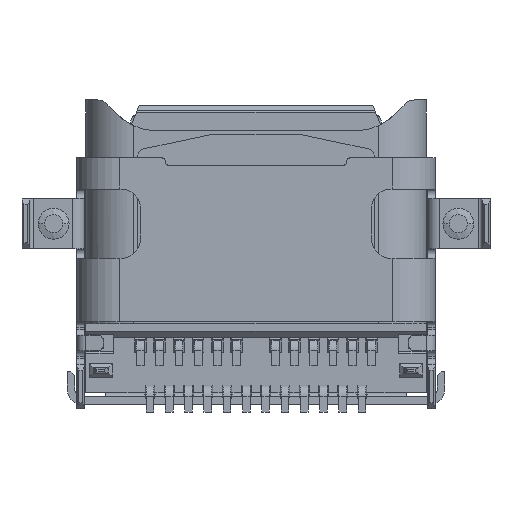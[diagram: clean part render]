
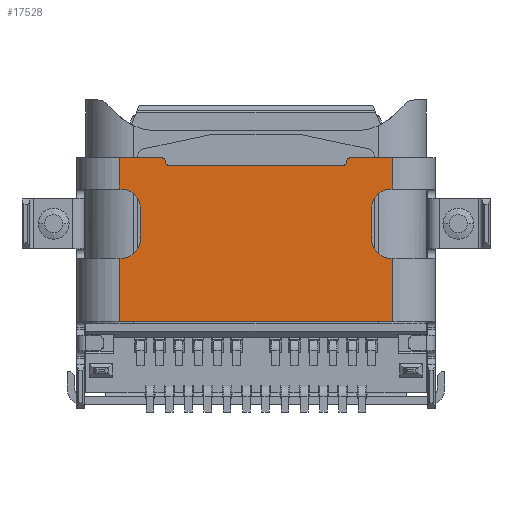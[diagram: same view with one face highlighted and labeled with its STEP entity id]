
A CAD part, front view. The second image highlights one B-rep face of the part: STEP entity #17528.
In plain terms, the highlighted planar face has unit normal (0, -1, 0).
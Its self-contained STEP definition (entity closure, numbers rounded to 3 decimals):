
#1786=DIRECTION('',(1.,0.,0.));
#1787=VECTOR('',#1786,1.1);
#1788=CARTESIAN_POINT('',(-3.55,-1.8,-1.5));
#1789=LINE('',#1788,#1787);
#1822=DIRECTION('',(1.,0.,0.));
#1823=VECTOR('',#1822,1.1);
#1824=CARTESIAN_POINT('',(2.45,-1.8,-1.5));
#1825=LINE('',#1824,#1823);
#1894=DIRECTION('',(0.,0.,1.));
#1895=VECTOR('',#1894,0.8);
#1896=CARTESIAN_POINT('',(3.,-1.8,-3.61));
#1897=LINE('',#1896,#1895);
#1898=DIRECTION('',(1.,0.,0.));
#1899=VECTOR('',#1898,0.05);
#1900=CARTESIAN_POINT('',(3.5,-1.8,-4.11));
#1901=LINE('',#1900,#1899);
#1902=DIRECTION('',(0.,0.,-1.));
#1903=VECTOR('',#1902,1.64);
#1904=CARTESIAN_POINT('',(-3.55,-1.8,-4.11));
#1905=LINE('',#1904,#1903);
#1906=DIRECTION('',(1.,0.,0.));
#1907=VECTOR('',#1906,0.05);
#1908=CARTESIAN_POINT('',(-3.55,-1.8,-4.11));
#1909=LINE('',#1908,#1907);
#1910=DIRECTION('',(0.,0.,1.));
#1911=VECTOR('',#1910,0.8);
#1912=CARTESIAN_POINT('',(-3.,-1.8,-3.61));
#1913=LINE('',#1912,#1911);
#1914=DIRECTION('',(1.,0.,0.));
#1915=VECTOR('',#1914,0.05);
#1916=CARTESIAN_POINT('',(-3.55,-1.8,-2.31));
#1917=LINE('',#1916,#1915);
#1918=DIRECTION('',(0.,0.,-1.));
#1919=VECTOR('',#1918,0.81);
#1920=CARTESIAN_POINT('',(-3.55,-1.8,-1.5));
#1921=LINE('',#1920,#1919);
#1922=CARTESIAN_POINT('',(-2.45,-1.8,-1.6));
#1923=DIRECTION('',(0.,-1.,0.));
#1924=DIRECTION('',(1.,0.,0.));
#1925=AXIS2_PLACEMENT_3D('',#1922,#1923,#1924);
#1927=CARTESIAN_POINT('',(-2.25,-1.8,-1.6));
#1928=DIRECTION('',(0.,-1.,0.));
#1929=DIRECTION('',(-1.,0.,0.));
#1930=AXIS2_PLACEMENT_3D('',#1927,#1928,#1929);
#1932=DIRECTION('',(1.,0.,0.));
#1933=VECTOR('',#1932,4.5);
#1934=CARTESIAN_POINT('',(-2.25,-1.8,-1.7));
#1935=LINE('',#1934,#1933);
#1936=CARTESIAN_POINT('',(2.25,-1.8,-1.6));
#1937=DIRECTION('',(0.,-1.,0.));
#1938=DIRECTION('',(0.,0.,-1.));
#1939=AXIS2_PLACEMENT_3D('',#1936,#1937,#1938);
#1941=CARTESIAN_POINT('',(2.45,-1.8,-1.6));
#1942=DIRECTION('',(0.,-1.,0.));
#1943=DIRECTION('',(0.,0.,1.));
#1944=AXIS2_PLACEMENT_3D('',#1941,#1942,#1943);
#1946=DIRECTION('',(1.,0.,0.));
#1947=VECTOR('',#1946,0.05);
#1948=CARTESIAN_POINT('',(3.5,-1.8,-2.31));
#1949=LINE('',#1948,#1947);
#1963=CARTESIAN_POINT('',(3.5,-1.8,-2.81));
#1964=DIRECTION('',(0.,1.,0.));
#1965=DIRECTION('',(-1.,0.,0.));
#1966=AXIS2_PLACEMENT_3D('',#1963,#1964,#1965);
#1989=DIRECTION('',(0.,0.,-1.));
#1990=VECTOR('',#1989,0.81);
#1991=CARTESIAN_POINT('',(3.55,-1.8,-1.5));
#1992=LINE('',#1991,#1990);
#1998=DIRECTION('',(0.,0.,-1.));
#1999=VECTOR('',#1998,1.64);
#2000=CARTESIAN_POINT('',(3.55,-1.8,-4.11));
#2001=LINE('',#2000,#1999);
#2373=DIRECTION('',(1.,0.,0.));
#2374=VECTOR('',#2373,7.1);
#2375=CARTESIAN_POINT('',(-3.55,-1.8,-5.75));
#2376=LINE('',#2375,#2374);
#7757=CARTESIAN_POINT('',(3.5,-1.8,-3.61));
#7758=DIRECTION('',(0.,1.,0.));
#7759=DIRECTION('',(0.,0.,-1.));
#7760=AXIS2_PLACEMENT_3D('',#7757,#7758,#7759);
#8271=CARTESIAN_POINT('',(-3.5,-1.8,-3.61));
#8272=DIRECTION('',(0.,1.,0.));
#8273=DIRECTION('',(1.,0.,0.));
#8274=AXIS2_PLACEMENT_3D('',#8271,#8272,#8273);
#8284=CARTESIAN_POINT('',(-3.5,-1.8,-2.81));
#8285=DIRECTION('',(0.,1.,0.));
#8286=DIRECTION('',(0.,0.,1.));
#8287=AXIS2_PLACEMENT_3D('',#8284,#8285,#8286);
#12398=CARTESIAN_POINT('',(-3.55,-1.8,-1.5));
#12399=VERTEX_POINT('',#12398);
#12400=CARTESIAN_POINT('',(3.55,-1.8,-1.5));
#12402=VERTEX_POINT('',#12400);
#12409=CARTESIAN_POINT('',(-3.55,-1.8,-5.75));
#12411=VERTEX_POINT('',#12409);
#12412=CARTESIAN_POINT('',(3.55,-1.8,-5.75));
#12413=VERTEX_POINT('',#12412);
#12445=CARTESIAN_POINT('',(-3.55,-1.8,-2.31));
#12447=VERTEX_POINT('',#12445);
#12449=CARTESIAN_POINT('',(-3.55,-1.8,-4.11));
#12451=VERTEX_POINT('',#12449);
#12452=CARTESIAN_POINT('',(3.55,-1.8,-2.31));
#12454=VERTEX_POINT('',#12452);
#12456=CARTESIAN_POINT('',(3.55,-1.8,-4.11));
#12458=VERTEX_POINT('',#12456);
#12677=CARTESIAN_POINT('',(3.5,-1.8,-2.31));
#12679=VERTEX_POINT('',#12677);
#12681=CARTESIAN_POINT('',(3.,-1.8,-2.81));
#12683=VERTEX_POINT('',#12681);
#12684=CARTESIAN_POINT('',(3.5,-1.8,-4.11));
#12686=VERTEX_POINT('',#12684);
#12688=CARTESIAN_POINT('',(3.,-1.8,-3.61));
#12690=VERTEX_POINT('',#12688);
#12693=CARTESIAN_POINT('',(-3.5,-1.8,-4.11));
#12695=VERTEX_POINT('',#12693);
#12697=CARTESIAN_POINT('',(-3.,-1.8,-3.61));
#12699=VERTEX_POINT('',#12697);
#12700=CARTESIAN_POINT('',(-3.5,-1.8,-2.31));
#12702=VERTEX_POINT('',#12700);
#12704=CARTESIAN_POINT('',(-3.,-1.8,-2.81));
#12706=VERTEX_POINT('',#12704);
#14726=CARTESIAN_POINT('',(-2.25,-1.8,-1.7));
#14727=CARTESIAN_POINT('',(2.25,-1.8,-1.7));
#14728=VERTEX_POINT('',#14726);
#14729=VERTEX_POINT('',#14727);
#14750=CARTESIAN_POINT('',(-2.35,-1.8,-1.6));
#14751=CARTESIAN_POINT('',(-2.45,-1.8,-1.5));
#14752=VERTEX_POINT('',#14750);
#14753=VERTEX_POINT('',#14751);
#14754=CARTESIAN_POINT('',(2.45,-1.8,-1.5));
#14755=CARTESIAN_POINT('',(2.35,-1.8,-1.6));
#14756=VERTEX_POINT('',#14754);
#14757=VERTEX_POINT('',#14755);
#17480=CARTESIAN_POINT('',(-3.55,-1.8,-1.5));
#17481=DIRECTION('',(0.,-1.,0.));
#17482=DIRECTION('',(1.,0.,0.));
#17483=AXIS2_PLACEMENT_3D('',#17480,#17481,#17482);
#17484=PLANE('',#17483);
#17486=ORIENTED_EDGE('',*,*,#17485,.F.);
#17488=ORIENTED_EDGE('',*,*,#17487,.F.);
#17490=ORIENTED_EDGE('',*,*,#17489,.T.);
#17492=ORIENTED_EDGE('',*,*,#17491,.T.);
#17494=ORIENTED_EDGE('',*,*,#17493,.F.);
#17496=ORIENTED_EDGE('',*,*,#17495,.F.);
#17498=ORIENTED_EDGE('',*,*,#17497,.T.);
#17500=ORIENTED_EDGE('',*,*,#17499,.F.);
#17502=ORIENTED_EDGE('',*,*,#17501,.T.);
#17504=ORIENTED_EDGE('',*,*,#17503,.F.);
#17506=ORIENTED_EDGE('',*,*,#17505,.F.);
#17508=ORIENTED_EDGE('',*,*,#17507,.F.);
#17509=ORIENTED_EDGE('',*,*,#17320,.T.);
#17511=ORIENTED_EDGE('',*,*,#17510,.F.);
#17513=ORIENTED_EDGE('',*,*,#17512,.T.);
#17515=ORIENTED_EDGE('',*,*,#17514,.T.);
#17517=ORIENTED_EDGE('',*,*,#17516,.T.);
#17518=ORIENTED_EDGE('',*,*,#17473,.F.);
#17519=ORIENTED_EDGE('',*,*,#17336,.T.);
#17521=ORIENTED_EDGE('',*,*,#17520,.T.);
#17523=ORIENTED_EDGE('',*,*,#17522,.F.);
#17525=ORIENTED_EDGE('',*,*,#17524,.F.);
#17526=EDGE_LOOP('',(#17486,#17488,#17490,#17492,#17494,#17496,#17498,#17500,
#17502,#17504,#17506,#17508,#17509,#17511,#17513,#17515,#17517,#17518,#17519,
#17521,#17523,#17525));
#17527=FACE_OUTER_BOUND('',#17526,.F.);
#1926=CIRCLE('',#1925,0.1);
#1931=CIRCLE('',#1930,0.1);
#1940=CIRCLE('',#1939,0.1);
#1945=CIRCLE('',#1944,0.1);
#1967=CIRCLE('',#1966,0.5);
#7761=CIRCLE('',#7760,0.5);
#8275=CIRCLE('',#8274,0.5);
#8288=CIRCLE('',#8287,0.5);
#17320=EDGE_CURVE('',#12399,#14753,#1789,.T.);
#17336=EDGE_CURVE('',#14756,#12402,#1825,.T.);
#17473=EDGE_CURVE('',#14756,#14757,#1945,.T.);
#17485=EDGE_CURVE('',#12690,#12683,#1897,.T.);
#17487=EDGE_CURVE('',#12686,#12690,#7761,.T.);
#17489=EDGE_CURVE('',#12686,#12458,#1901,.T.);
#17491=EDGE_CURVE('',#12458,#12413,#2001,.T.);
#17493=EDGE_CURVE('',#12411,#12413,#2376,.T.);
#17495=EDGE_CURVE('',#12451,#12411,#1905,.T.);
#17497=EDGE_CURVE('',#12451,#12695,#1909,.T.);
#17499=EDGE_CURVE('',#12699,#12695,#8275,.T.);
#17501=EDGE_CURVE('',#12699,#12706,#1913,.T.);
#17503=EDGE_CURVE('',#12702,#12706,#8288,.T.);
#17505=EDGE_CURVE('',#12447,#12702,#1917,.T.);
#17507=EDGE_CURVE('',#12399,#12447,#1921,.T.);
#17510=EDGE_CURVE('',#14752,#14753,#1926,.T.);
#17512=EDGE_CURVE('',#14752,#14728,#1931,.T.);
#17514=EDGE_CURVE('',#14728,#14729,#1935,.T.);
#17516=EDGE_CURVE('',#14729,#14757,#1940,.T.);
#17520=EDGE_CURVE('',#12402,#12454,#1992,.T.);
#17522=EDGE_CURVE('',#12679,#12454,#1949,.T.);
#17524=EDGE_CURVE('',#12683,#12679,#1967,.T.);
#17528=ADVANCED_FACE('',(#17527),#17484,.T.);
